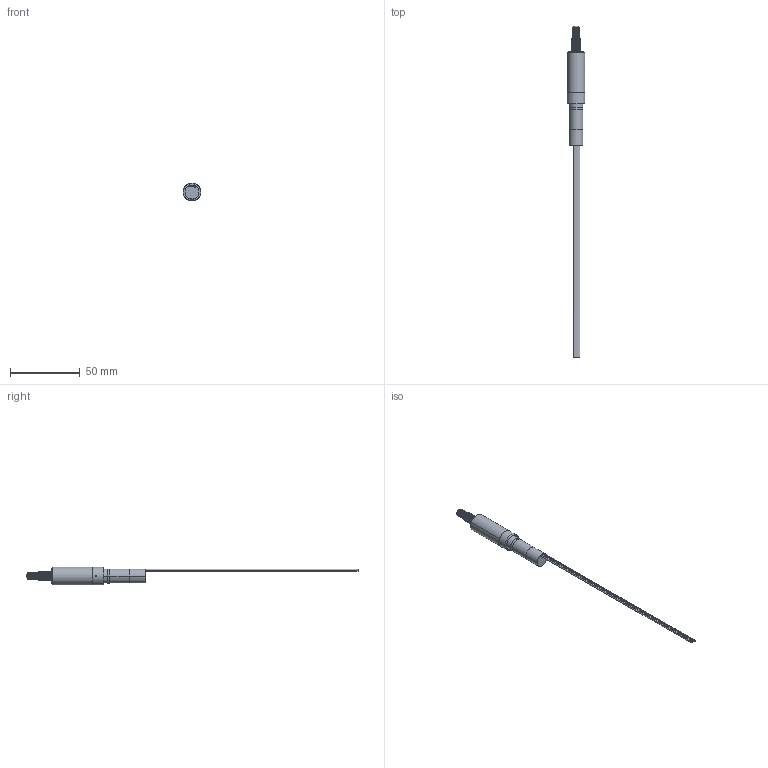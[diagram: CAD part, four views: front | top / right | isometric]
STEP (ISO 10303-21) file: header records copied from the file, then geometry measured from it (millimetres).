
FILE_DESCRIPTION (( 'STEP AP214' ), '1' );
FILE_NAME ('6447-E0W.step', '2007-11-09T04:26:20', ( ' ' ), ( ' ' ), 'SwSTEP 2.0', 'SolidWorks 2007', '' );
FILE_SCHEMA (( 'AUTOMOTIVE_DESIGN' ));
Length unit declared in the file: inch
Products named in the file (1): 6447-E0W
Bounding box: 12.7 x 237.9 x 12.68 mm (x, y, z)
Surface area: 5941.6 mm2 (no closed solid volume)
Topology: 0 solids, 12 shells, 226 faces, 826 edges, 610 vertices
Faces by surface type: cylinder 192, plane 18, bspline 8, cone 6, sphere 2
Entity records: 21817 total; most frequent: CARTESIAN_POINT 12798, ORIENTED_EDGE 1522, DIRECTION 983, EDGE_CURVE 821, VERTEX_POINT 607, AXIS2_PLACEMENT_3D 352, VECTOR 279, LINE 279
